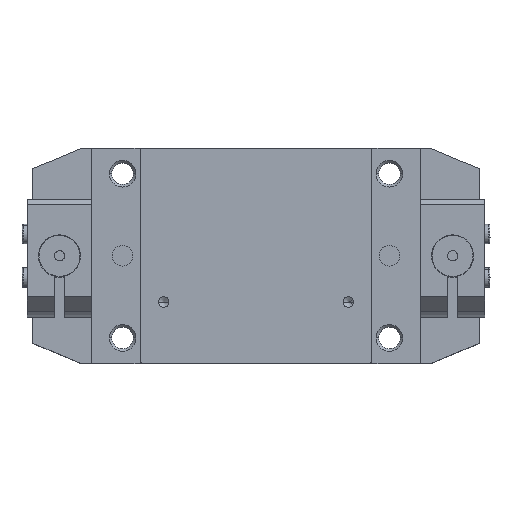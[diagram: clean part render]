
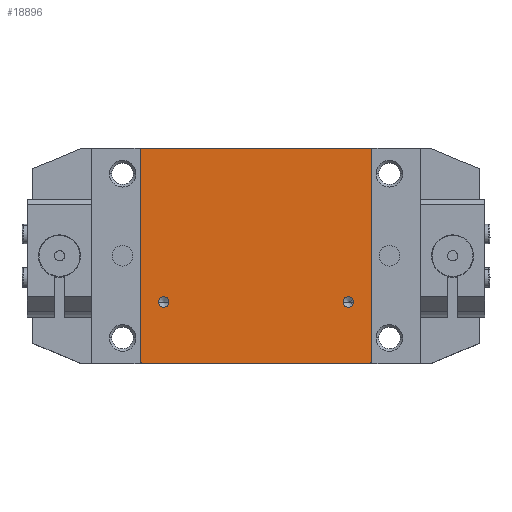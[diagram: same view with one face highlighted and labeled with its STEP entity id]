
A CAD part, top view. The second image highlights one B-rep face of the part: STEP entity #18896.
In plain terms, the highlighted planar face has unit normal (0, 0, 1).
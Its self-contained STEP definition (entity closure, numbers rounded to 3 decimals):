
#325 = VERTEX_POINT ( 'NONE', #9299 ) ;
#589 = DIRECTION ( 'NONE',  ( 0., 0., -1. ) ) ;
#786 = AXIS2_PLACEMENT_3D ( 'NONE', #25661, #2075, #31688 ) ;
#843 = EDGE_CURVE ( 'NONE', #13055, #10270, #29397, .T. ) ;
#854 = DIRECTION ( 'NONE',  ( 1., 0., 0. ) ) ;
#1119 = VECTOR ( 'NONE', #19074, 1000. ) ;
#1898 = VERTEX_POINT ( 'NONE', #19668 ) ;
#1986 = DIRECTION ( 'NONE',  ( 1., 0., 0. ) ) ;
#2075 = DIRECTION ( 'NONE',  ( 0., 0., -1. ) ) ;
#2091 = CARTESIAN_POINT ( 'NONE',  ( -22.803, -6.146, 103.986 ) ) ;
#2481 = CARTESIAN_POINT ( 'NONE',  ( -28.328, -18.146, 103.986 ) ) ;
#3497 = EDGE_CURVE ( 'NONE', #35803, #20929, #14753, .T. ) ;
#4356 = CARTESIAN_POINT ( 'NONE',  ( 12.172, -6.146, 103.986 ) ) ;
#4532 = EDGE_CURVE ( 'NONE', #30289, #17119, #30565, .T. ) ;
#4613 = DIRECTION ( 'NONE',  ( 0., 0., 1. ) ) ;
#4984 = EDGE_CURVE ( 'NONE', #1898, #20787, #33358, .T. ) ;
#4995 = CARTESIAN_POINT ( 'NONE',  ( 12.172, -6.146, 103.986 ) ) ;
#5730 = EDGE_CURVE ( 'NONE', #325, #37358, #30963, .T. ) ;
#7055 = FACE_BOUND ( 'NONE', #7292, .T. ) ;
#7292 = EDGE_LOOP ( 'NONE', ( #25798, #30597 ) ) ;
#8052 = EDGE_CURVE ( 'NONE', #30289, #20787, #15435, .T. ) ;
#9299 = CARTESIAN_POINT ( 'NONE',  ( -27.828, -18.146, 103.986 ) ) ;
#9575 = CARTESIAN_POINT ( 'NONE',  ( -28.328, -17.646, 103.986 ) ) ;
#9900 = CARTESIAN_POINT ( 'NONE',  ( 16.172, 23.354, 103.986 ) ) ;
#10164 = DIRECTION ( 'NONE',  ( 1., 0., 0. ) ) ;
#10207 = CARTESIAN_POINT ( 'NONE',  ( -27.828, 23.354, 103.986 ) ) ;
#10270 = VERTEX_POINT ( 'NONE', #9575 ) ;
#11589 = DIRECTION ( 'NONE',  ( 1., 0., 0. ) ) ;
#11622 = CARTESIAN_POINT ( 'NONE',  ( 16.172, -18.146, 103.986 ) ) ;
#12491 = ORIENTED_EDGE ( 'NONE', *, *, #12623, .F. ) ;
#12623 = EDGE_CURVE ( 'NONE', #1898, #37358, #33666, .T. ) ;
#12745 = AXIS2_PLACEMENT_3D ( 'NONE', #10207, #12953, #13339 ) ;
#12953 = DIRECTION ( 'NONE',  ( 0., 0., -1. ) ) ;
#12984 = VERTEX_POINT ( 'NONE', #29583 ) ;
#13051 = CARTESIAN_POINT ( 'NONE',  ( 16.672, 23.354, 103.986 ) ) ;
#13055 = VERTEX_POINT ( 'NONE', #36625 ) ;
#13098 = EDGE_LOOP ( 'NONE', ( #36945, #37360 ) ) ;
#13148 = DIRECTION ( 'NONE',  ( 0., 0., -1. ) ) ;
#13339 = DIRECTION ( 'NONE',  ( 1., 0., 0. ) ) ;
#14319 = AXIS2_PLACEMENT_3D ( 'NONE', #4995, #19842, #1986 ) ;
#14753 = CIRCLE ( 'NONE', #32316, 1.025 ) ;
#15435 = CIRCLE ( 'NONE', #29393, 0.5 ) ;
#15939 = CARTESIAN_POINT ( 'NONE',  ( 16.672, -18.146, 103.986 ) ) ;
#16669 = CARTESIAN_POINT ( 'NONE',  ( 11.147, -6.146, 103.986 ) ) ;
#17119 = VERTEX_POINT ( 'NONE', #28447 ) ;
#17190 = CIRCLE ( 'NONE', #21103, 1.025 ) ;
#17198 = CARTESIAN_POINT ( 'NONE',  ( -24.853, -6.146, 103.986 ) ) ;
#17377 = ORIENTED_EDGE ( 'NONE', *, *, #36927, .F. ) ;
#17634 = ORIENTED_EDGE ( 'NONE', *, *, #843, .T. ) ;
#18356 = PLANE ( 'NONE',  #30142 ) ;
#18896 = ADVANCED_FACE ( 'NONE', ( #7055, #33223, #30384 ), #18356, .T. ) ;
#19014 = ORIENTED_EDGE ( 'NONE', *, *, #8052, .F. ) ;
#19074 = DIRECTION ( 'NONE',  ( 0., 1., 0. ) ) ;
#19628 = CARTESIAN_POINT ( 'NONE',  ( -28.328, -18.146, 103.986 ) ) ;
#19668 = CARTESIAN_POINT ( 'NONE',  ( 16.672, -17.646, 103.986 ) ) ;
#19842 = DIRECTION ( 'NONE',  ( 0., 0., 1. ) ) ;
#20787 = VERTEX_POINT ( 'NONE', #13051 ) ;
#20929 = VERTEX_POINT ( 'NONE', #17198 ) ;
#21103 = AXIS2_PLACEMENT_3D ( 'NONE', #24346, #30243, #35988 ) ;
#21357 = ORIENTED_EDGE ( 'NONE', *, *, #4532, .T. ) ;
#22136 = DIRECTION ( 'NONE',  ( -1., 0., 0. ) ) ;
#22230 = DIRECTION ( 'NONE',  ( 1., 0., 0. ) ) ;
#22790 = CIRCLE ( 'NONE', #12745, 0.5 ) ;
#23032 = VECTOR ( 'NONE', #11589, 1000. ) ;
#23268 = AXIS2_PLACEMENT_3D ( 'NONE', #4356, #4613, #22230 ) ;
#24071 = CIRCLE ( 'NONE', #14319, 1.025 ) ;
#24225 = DIRECTION ( 'NONE',  ( -1., 0., 0. ) ) ;
#24346 = CARTESIAN_POINT ( 'NONE',  ( -23.828, -6.146, 103.986 ) ) ;
#24495 = DIRECTION ( 'NONE',  ( 0., 0., 1. ) ) ;
#24766 = ORIENTED_EDGE ( 'NONE', *, *, #4984, .T. ) ;
#25178 = VECTOR ( 'NONE', #34432, 1000. ) ;
#25661 = CARTESIAN_POINT ( 'NONE',  ( 16.172, -17.646, 103.986 ) ) ;
#25798 = ORIENTED_EDGE ( 'NONE', *, *, #35130, .F. ) ;
#25898 = CARTESIAN_POINT ( 'NONE',  ( 16.172, 23.854, 103.986 ) ) ;
#26661 = EDGE_CURVE ( 'NONE', #29739, #12984, #24071, .T. ) ;
#28130 = CARTESIAN_POINT ( 'NONE',  ( -28.328, 23.854, 103.986 ) ) ;
#28447 = CARTESIAN_POINT ( 'NONE',  ( -27.828, 23.854, 103.986 ) ) ;
#28479 = DIRECTION ( 'NONE',  ( 1., 0., 0. ) ) ;
#28876 = DIRECTION ( 'NONE',  ( 0., 0., 1. ) ) ;
#29393 = AXIS2_PLACEMENT_3D ( 'NONE', #9900, #13148, #10164 ) ;
#29397 = LINE ( 'NONE', #19628, #25178 ) ;
#29583 = CARTESIAN_POINT ( 'NONE',  ( 13.197, -6.146, 103.986 ) ) ;
#29739 = VERTEX_POINT ( 'NONE', #16669 ) ;
#30142 = AXIS2_PLACEMENT_3D ( 'NONE', #30501, #24495, #24225 ) ;
#30243 = DIRECTION ( 'NONE',  ( 0., 0., 1. ) ) ;
#30289 = VERTEX_POINT ( 'NONE', #25898 ) ;
#30384 = FACE_OUTER_BOUND ( 'NONE', #37178, .T. ) ;
#30501 = CARTESIAN_POINT ( 'NONE',  ( -28.328, -18.146, 103.986 ) ) ;
#30565 = LINE ( 'NONE', #28130, #36148 ) ;
#30597 = ORIENTED_EDGE ( 'NONE', *, *, #26661, .F. ) ;
#30673 = ORIENTED_EDGE ( 'NONE', *, *, #33592, .F. ) ;
#30963 = LINE ( 'NONE', #2481, #23032 ) ;
#31654 = ORIENTED_EDGE ( 'NONE', *, *, #5730, .T. ) ;
#31688 = DIRECTION ( 'NONE',  ( 1., 0., 0. ) ) ;
#32256 = CIRCLE ( 'NONE', #36074, 0.5 ) ;
#32316 = AXIS2_PLACEMENT_3D ( 'NONE', #34396, #28876, #28479 ) ;
#33223 = FACE_BOUND ( 'NONE', #13098, .T. ) ;
#33358 = LINE ( 'NONE', #15939, #1119 ) ;
#33592 = EDGE_CURVE ( 'NONE', #13055, #17119, #22790, .T. ) ;
#33666 = CIRCLE ( 'NONE', #786, 0.5 ) ;
#33766 = CIRCLE ( 'NONE', #23268, 1.025 ) ;
#34396 = CARTESIAN_POINT ( 'NONE',  ( -23.828, -6.146, 103.986 ) ) ;
#34432 = DIRECTION ( 'NONE',  ( 0., -1., 0. ) ) ;
#35130 = EDGE_CURVE ( 'NONE', #12984, #29739, #33766, .T. ) ;
#35803 = VERTEX_POINT ( 'NONE', #2091 ) ;
#35988 = DIRECTION ( 'NONE',  ( 1., 0., 0. ) ) ;
#36074 = AXIS2_PLACEMENT_3D ( 'NONE', #36583, #589, #854 ) ;
#36148 = VECTOR ( 'NONE', #22136, 1000. ) ;
#36583 = CARTESIAN_POINT ( 'NONE',  ( -27.828, -17.646, 103.986 ) ) ;
#36625 = CARTESIAN_POINT ( 'NONE',  ( -28.328, 23.354, 103.986 ) ) ;
#36927 = EDGE_CURVE ( 'NONE', #325, #10270, #32256, .T. ) ;
#36945 = ORIENTED_EDGE ( 'NONE', *, *, #3497, .F. ) ;
#37178 = EDGE_LOOP ( 'NONE', ( #21357, #30673, #17634, #17377, #31654, #12491, #24766, #19014 ) ) ;
#37358 = VERTEX_POINT ( 'NONE', #11622 ) ;
#37360 = ORIENTED_EDGE ( 'NONE', *, *, #37980, .F. ) ;
#37980 = EDGE_CURVE ( 'NONE', #20929, #35803, #17190, .T. ) ;
